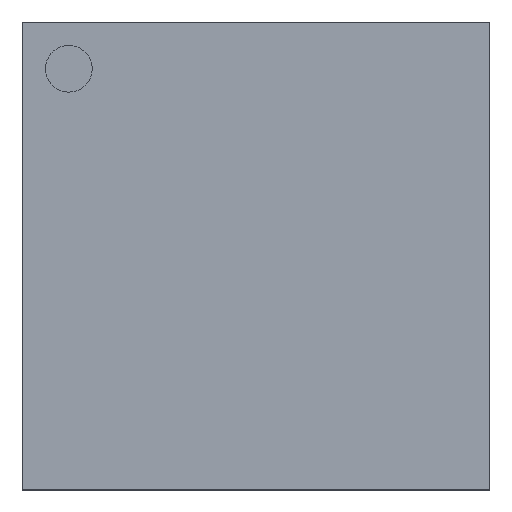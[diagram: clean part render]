
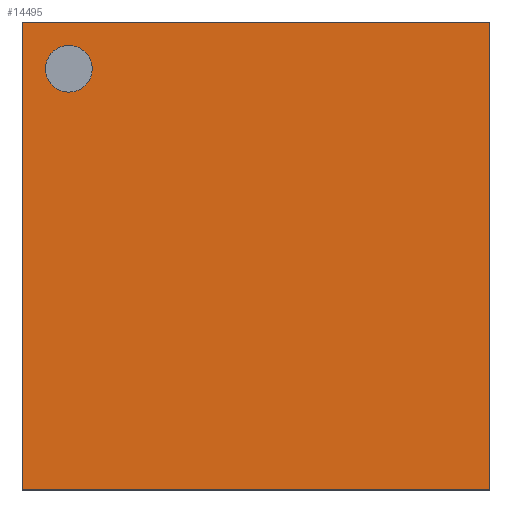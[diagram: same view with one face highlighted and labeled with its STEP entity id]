
A CAD part, top view. The second image highlights one B-rep face of the part: STEP entity #14495.
In plain terms, the highlighted planar face has unit normal (0, 0, 1).
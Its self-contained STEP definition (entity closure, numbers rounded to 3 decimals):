
#7545=CARTESIAN_POINT('',(-1.75,2.0,1.0));
#7546=VERTEX_POINT('',#7545);
#7555=CARTESIAN_POINT('',(-2.25,2.0,1.0));
#7556=VERTEX_POINT('',#7555);
#7557=CARTESIAN_POINT('',(-2.0,2.0,1.0));
#7558=DIRECTION('',(0.0,0.0,-1.0));
#7559=DIRECTION('',(1.0,0.0,0.0));
#7560=AXIS2_PLACEMENT_3D('',#7557,#7558,#7559);
#7561=CIRCLE('',#7560,0.25);
#7562=EDGE_CURVE('',#7556,#7546,#7561,.T.);
#7596=CARTESIAN_POINT('',(-2.0,2.0,1.0));
#7597=DIRECTION('',(0.0,0.0,-1.0));
#7598=DIRECTION('',(1.0,0.0,0.0));
#7599=AXIS2_PLACEMENT_3D('',#7596,#7597,#7598);
#7600=CIRCLE('',#7599,0.25);
#7601=EDGE_CURVE('',#7546,#7556,#7600,.T.);
#13957=CARTESIAN_POINT('',(-2.5,2.5,1.0));
#13958=VERTEX_POINT('',#13957);
#13959=CARTESIAN_POINT('',(2.5,2.5,1.0));
#13960=VERTEX_POINT('',#13959);
#13961=CARTESIAN_POINT('',(-2.5,2.5,1.0));
#13962=DIRECTION('',(1.0,0.0,0.0));
#13963=VECTOR('',#13962,5.);
#13964=LINE('',#13961,#13963);
#13965=EDGE_CURVE('',#13958,#13960,#13964,.T.);
#14045=CARTESIAN_POINT('',(2.5,-2.5,1.0));
#14046=VERTEX_POINT('',#14045);
#14047=CARTESIAN_POINT('',(2.5,2.5,1.0));
#14048=DIRECTION('',(0.0,-1.0,0.0));
#14049=VECTOR('',#14048,5.0);
#14050=LINE('',#14047,#14049);
#14051=EDGE_CURVE('',#13960,#14046,#14050,.T.);
#14124=CARTESIAN_POINT('',(-2.5,-2.5,1.0));
#14125=VERTEX_POINT('',#14124);
#14126=CARTESIAN_POINT('',(2.5,-2.5,1.0));
#14127=DIRECTION('',(-1.0,0.0,0.0));
#14128=VECTOR('',#14127,5.);
#14129=LINE('',#14126,#14128);
#14130=EDGE_CURVE('',#14046,#14125,#14129,.T.);
#14203=CARTESIAN_POINT('',(-2.5,-2.5,1.0));
#14204=DIRECTION('',(0.0,1.0,0.0));
#14205=VECTOR('',#14204,5.0);
#14206=LINE('',#14203,#14205);
#14207=EDGE_CURVE('',#14125,#13958,#14206,.T.);
#14480=CARTESIAN_POINT('',(0.,0.0,1.0));
#14481=DIRECTION('',(0.0,0.0,1.0));
#14482=DIRECTION('',(1.0,0.0,0.0));
#14483=AXIS2_PLACEMENT_3D('',#14480,#14481,#14482);
#14484=PLANE('',#14483);
#14485=ORIENTED_EDGE('',*,*,#13965,.F.);
#14486=ORIENTED_EDGE('',*,*,#14207,.F.);
#14487=ORIENTED_EDGE('',*,*,#14130,.F.);
#14488=ORIENTED_EDGE('',*,*,#14051,.F.);
#14489=EDGE_LOOP('',(#14485,#14486,#14487,#14488));
#14490=FACE_OUTER_BOUND('',#14489,.T.);
#14491=ORIENTED_EDGE('',*,*,#7601,.T.);
#14492=ORIENTED_EDGE('',*,*,#7562,.T.);
#14493=EDGE_LOOP('',(#14491,#14492));
#14494=FACE_BOUND('',#14493,.T.);
#14495=ADVANCED_FACE('',(#14490,#14494),#14484,.T.);
